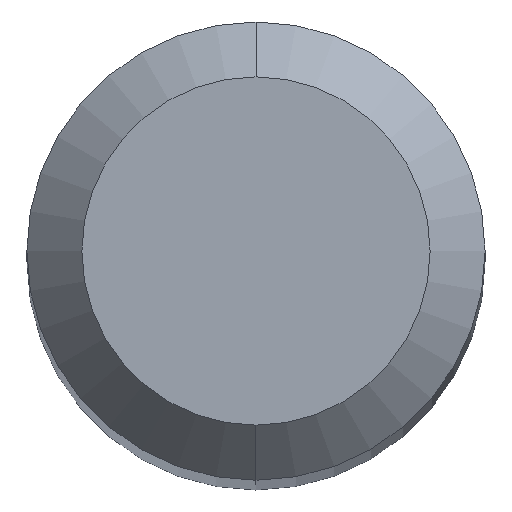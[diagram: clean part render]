
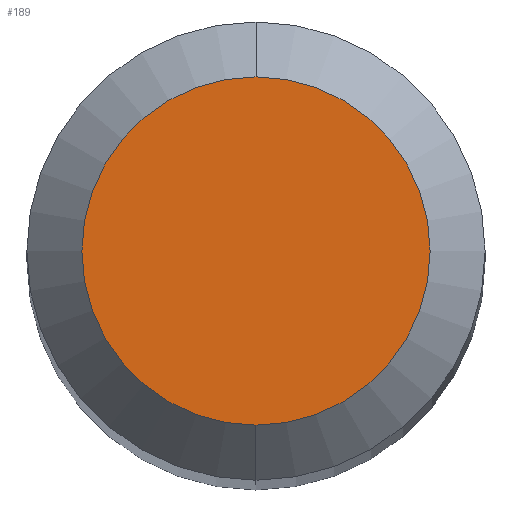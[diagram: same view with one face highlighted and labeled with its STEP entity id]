
A CAD part, top view. The second image highlights one B-rep face of the part: STEP entity #189.
In plain terms, the highlighted planar face has unit normal (0, 0, 1).
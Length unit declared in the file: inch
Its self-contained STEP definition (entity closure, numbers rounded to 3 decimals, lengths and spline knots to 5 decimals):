
#8 = AXIS2_PLACEMENT_3D ( 'NONE', #255, #250, #416 ) ;
#41 = AXIS2_PLACEMENT_3D ( 'NONE', #266, #71, #74 ) ;
#71 = DIRECTION ( 'NONE',  ( 0., 0., -1. ) ) ;
#74 = DIRECTION ( 'NONE',  ( 0., 1., 0. ) ) ;
#104 = CARTESIAN_POINT ( 'NONE',  ( 0., -0.0475, 0. ) ) ;
#117 = EDGE_CURVE ( 'NONE', #353, #201, #232, .T. ) ;
#155 = ORIENTED_EDGE ( 'NONE', *, *, #117, .T. ) ;
#189 = ADVANCED_FACE ( 'NONE', ( #511 ), #504, .F. ) ;
#195 = AXIS2_PLACEMENT_3D ( 'NONE', #382, #253, #257 ) ;
#199 = ORIENTED_EDGE ( 'NONE', *, *, #375, .T. ) ;
#201 = VERTEX_POINT ( 'NONE', #104 ) ;
#232 = CIRCLE ( 'NONE', #8, 0.0475 ) ;
#250 = DIRECTION ( 'NONE',  ( 0., 0., 1. ) ) ;
#253 = DIRECTION ( 'NONE',  ( 0., 0., 1. ) ) ;
#255 = CARTESIAN_POINT ( 'NONE',  ( 0., 0., 0. ) ) ;
#257 = DIRECTION ( 'NONE',  ( 0., -1., 0. ) ) ;
#266 = CARTESIAN_POINT ( 'NONE',  ( 0., 0.0475, 0. ) ) ;
#349 = CARTESIAN_POINT ( 'NONE',  ( 0., 0.0475, 0. ) ) ;
#353 = VERTEX_POINT ( 'NONE', #349 ) ;
#375 = EDGE_CURVE ( 'NONE', #201, #353, #422, .T. ) ;
#382 = CARTESIAN_POINT ( 'NONE',  ( 0., 0., 0. ) ) ;
#393 = EDGE_LOOP ( 'NONE', ( #155, #199 ) ) ;
#416 = DIRECTION ( 'NONE',  ( 0., -1., 0. ) ) ;
#422 = CIRCLE ( 'NONE', #195, 0.0475 ) ;
#504 = PLANE ( 'NONE',  #41 ) ;
#511 = FACE_OUTER_BOUND ( 'NONE', #393, .T. ) ;
